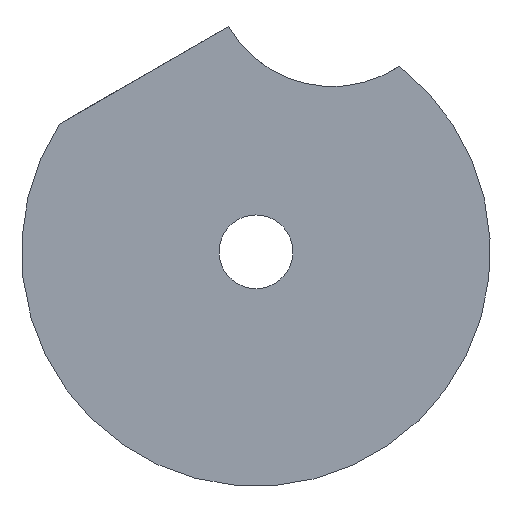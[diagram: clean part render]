
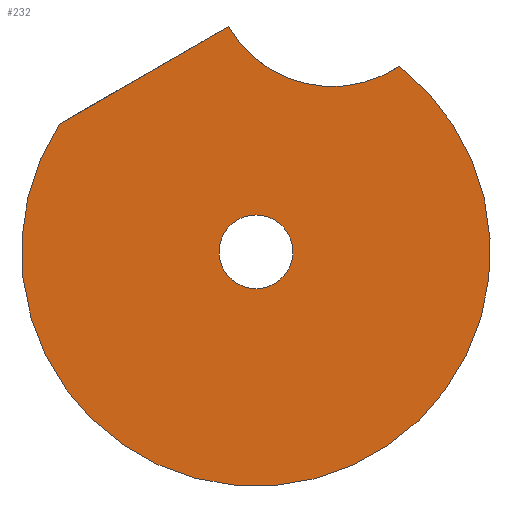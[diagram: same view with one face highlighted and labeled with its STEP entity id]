
A CAD part, front view. The second image highlights one B-rep face of the part: STEP entity #232.
In plain terms, the highlighted planar face has unit normal (0, -1, 0).
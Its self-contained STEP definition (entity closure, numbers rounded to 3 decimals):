
#22=FACE_BOUND('',#75,.T.);
#37=CIRCLE('',#263,3.25);
#41=CIRCLE('',#269,1.);
#44=CIRCLE('',#275,6.35);
#59=FACE_OUTER_BOUND('',#74,.T.);
#74=EDGE_LOOP('',(#211,#212,#213));
#75=EDGE_LOOP('',(#214));
#80=LINE('',#363,#91);
#91=VECTOR('',#286,10.);
#102=VERTEX_POINT('',#360);
#103=VERTEX_POINT('',#362);
#117=VERTEX_POINT('',#445);
#120=VERTEX_POINT('',#455);
#123=EDGE_CURVE('',#102,#103,#80,.T.);
#143=EDGE_CURVE('',#103,#117,#37,.T.);
#148=EDGE_CURVE('',#120,#120,#41,.T.);
#152=EDGE_CURVE('',#117,#102,#44,.T.);
#211=ORIENTED_EDGE('',*,*,#123,.F.);
#212=ORIENTED_EDGE('',*,*,#152,.F.);
#213=ORIENTED_EDGE('',*,*,#143,.F.);
#214=ORIENTED_EDGE('',*,*,#148,.F.);
#219=PLANE('',#277);
#232=ADVANCED_FACE('',(#59,#22),#219,.F.);
#263=AXIS2_PLACEMENT_3D('',#446,#322,#323);
#269=AXIS2_PLACEMENT_3D('',#456,#335,#336);
#275=AXIS2_PLACEMENT_3D('',#464,#348,#349);
#277=AXIS2_PLACEMENT_3D('',#466,#352,#353);
#286=DIRECTION('',(0.866,0.,0.5));
#322=DIRECTION('center_axis',(0.,-1.,0.));
#323=DIRECTION('ref_axis',(0.866,0.,-0.5));
#335=DIRECTION('center_axis',(0.,-1.,0.));
#336=DIRECTION('ref_axis',(-0.866,0.,0.5));
#348=DIRECTION('center_axis',(0.,1.,0.));
#349=DIRECTION('ref_axis',(-0.5,0.,-0.866));
#352=DIRECTION('center_axis',(0.,1.,0.));
#353=DIRECTION('ref_axis',(-0.5,0.,-0.866));
#360=CARTESIAN_POINT('',(-5.327,0.,3.457));
#362=CARTESIAN_POINT('',(-0.744,0.,6.102));
#363=CARTESIAN_POINT('',(-0.281,0.,6.37));
#445=CARTESIAN_POINT('',(3.879,0.,5.027));
#446=CARTESIAN_POINT('Origin',(2.071,0.,7.727));
#455=CARTESIAN_POINT('',(0.866,0.,-0.5));
#456=CARTESIAN_POINT('Origin',(0.,0.,0.));
#464=CARTESIAN_POINT('Origin',(0.,0.,0.));
#466=CARTESIAN_POINT('Origin',(0.,0.,0.));
